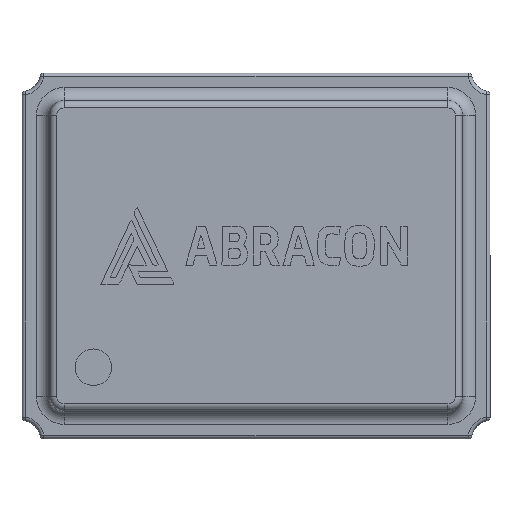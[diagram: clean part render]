
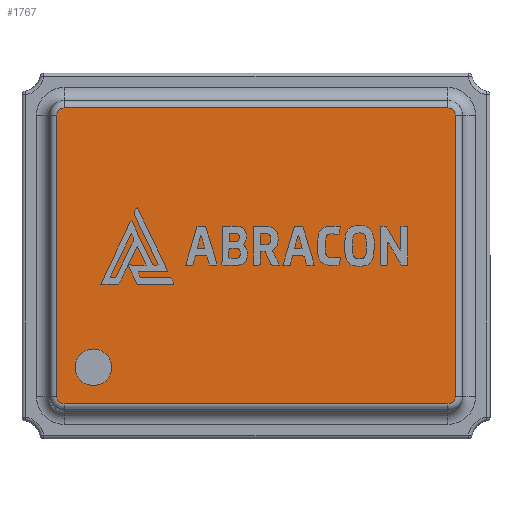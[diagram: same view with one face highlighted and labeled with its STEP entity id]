
A CAD part, top view. The second image highlights one B-rep face of the part: STEP entity #1767.
In plain terms, the highlighted planar face has unit normal (0, 0, 1).
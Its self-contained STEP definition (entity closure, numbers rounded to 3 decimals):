
#182 = CARTESIAN_POINT ( 'NONE',  ( -1.237, -0.762, 0.75 ) ) ;
#226 = CIRCLE ( 'NONE', #1173, 0.05 ) ;
#325 = CARTESIAN_POINT ( 'NONE',  ( -1.362, 0.962, 0.75 ) ) ;
#330 = ORIENTED_EDGE ( 'NONE', *, *, #5062, .T. ) ;
#358 = CARTESIAN_POINT ( 'NONE',  ( -1.362, -0.962, 0.75 ) ) ;
#445 = EDGE_CURVE ( 'NONE', #5581, #4315, #2007, .T. ) ;
#507 = EDGE_CURVE ( 'NONE', #8259, #1980, #2798, .T. ) ;
#715 = ORIENTED_EDGE ( 'NONE', *, *, #8037, .T. ) ;
#1083 = FACE_OUTER_BOUND ( 'NONE', #2228, .T. ) ;
#1147 = CARTESIAN_POINT ( 'NONE',  ( 1.312, -0.962, 0.75 ) ) ;
#1173 = AXIS2_PLACEMENT_3D ( 'NONE', #2686, #2264, #5139 ) ;
#1235 = CARTESIAN_POINT ( 'NONE',  ( 1.312, -0.962, 0.75 ) ) ;
#1712 = EDGE_LOOP ( 'NONE', ( #9050, #7834 ) ) ;
#1767 = ADVANCED_FACE ( 'NONE', ( #2740, #1083 ), #6395, .T. ) ;
#1799 = CIRCLE ( 'NONE', #2887, 0.05 ) ;
#1845 = VECTOR ( 'NONE', #5635, 1000. ) ;
#1916 = DIRECTION ( 'NONE',  ( 0., -1., 0. ) ) ;
#1940 = ORIENTED_EDGE ( 'NONE', *, *, #4142, .T. ) ;
#1980 = VERTEX_POINT ( 'NONE', #2431 ) ;
#2007 = CIRCLE ( 'NONE', #7996, 0.05 ) ;
#2135 = DIRECTION ( 'NONE',  ( 1., 0., 0. ) ) ;
#2228 = EDGE_LOOP ( 'NONE', ( #5924, #9459, #2917, #1940, #330, #3010, #5056, #715 ) ) ;
#2264 = DIRECTION ( 'NONE',  ( 0., 0., 1. ) ) ;
#2404 = DIRECTION ( 'NONE',  ( 0., 0., 1. ) ) ;
#2420 = CARTESIAN_POINT ( 'NONE',  ( 1.312, 1.012, 0.75 ) ) ;
#2431 = CARTESIAN_POINT ( 'NONE',  ( 1.362, -0.962, 0.75 ) ) ;
#2686 = CARTESIAN_POINT ( 'NONE',  ( 1.312, 0.962, 0.75 ) ) ;
#2740 = FACE_BOUND ( 'NONE', #1712, .T. ) ;
#2798 = CIRCLE ( 'NONE', #6559, 0.05 ) ;
#2804 = DIRECTION ( 'NONE',  ( -1., 0., 0. ) ) ;
#2887 = AXIS2_PLACEMENT_3D ( 'NONE', #3120, #5408, #6971 ) ;
#2917 = ORIENTED_EDGE ( 'NONE', *, *, #507, .T. ) ;
#2928 = VECTOR ( 'NONE', #3182, 1000. ) ;
#3010 = ORIENTED_EDGE ( 'NONE', *, *, #9381, .T. ) ;
#3022 = CARTESIAN_POINT ( 'NONE',  ( 1.312, -1.012, 0.75 ) ) ;
#3120 = CARTESIAN_POINT ( 'NONE',  ( -1.312, 0.962, 0.75 ) ) ;
#3134 = AXIS2_PLACEMENT_3D ( 'NONE', #1235, #7874, #3282 ) ;
#3182 = DIRECTION ( 'NONE',  ( 1., 0., 0. ) ) ;
#3234 = LINE ( 'NONE', #9388, #1845 ) ;
#3282 = DIRECTION ( 'NONE',  ( 1., 0., 0. ) ) ;
#3397 = DIRECTION ( 'NONE',  ( 0., 0., 1. ) ) ;
#3718 = LINE ( 'NONE', #8124, #4170 ) ;
#3777 = CARTESIAN_POINT ( 'NONE',  ( -1.312, -0.962, 0.75 ) ) ;
#3782 = CARTESIAN_POINT ( 'NONE',  ( -0.987, -0.762, 0.75 ) ) ;
#3984 = CARTESIAN_POINT ( 'NONE',  ( 1.312, -1.012, 0.75 ) ) ;
#4141 = LINE ( 'NONE', #358, #9452 ) ;
#4142 = EDGE_CURVE ( 'NONE', #1980, #4368, #3234, .T. ) ;
#4149 = DIRECTION ( 'NONE',  ( 1., 0., 0. ) ) ;
#4170 = VECTOR ( 'NONE', #2804, 1000. ) ;
#4315 = VERTEX_POINT ( 'NONE', #5465 ) ;
#4368 = VERTEX_POINT ( 'NONE', #8584 ) ;
#4519 = AXIS2_PLACEMENT_3D ( 'NONE', #7890, #7938, #4149 ) ;
#4844 = EDGE_CURVE ( 'NONE', #5001, #5394, #9672, .T. ) ;
#5001 = VERTEX_POINT ( 'NONE', #182 ) ;
#5056 = ORIENTED_EDGE ( 'NONE', *, *, #9517, .T. ) ;
#5062 = EDGE_CURVE ( 'NONE', #4368, #5195, #226, .T. ) ;
#5098 = AXIS2_PLACEMENT_3D ( 'NONE', #6079, #8113, #2135 ) ;
#5139 = DIRECTION ( 'NONE',  ( 1., 0., 0. ) ) ;
#5195 = VERTEX_POINT ( 'NONE', #2420 ) ;
#5394 = VERTEX_POINT ( 'NONE', #3782 ) ;
#5408 = DIRECTION ( 'NONE',  ( 0., 0., 1. ) ) ;
#5465 = CARTESIAN_POINT ( 'NONE',  ( -1.312, -1.012, 0.75 ) ) ;
#5581 = VERTEX_POINT ( 'NONE', #9519 ) ;
#5635 = DIRECTION ( 'NONE',  ( 0., 1., 0. ) ) ;
#5924 = ORIENTED_EDGE ( 'NONE', *, *, #445, .T. ) ;
#6058 = DIRECTION ( 'NONE',  ( 1., 0., 0. ) ) ;
#6079 = CARTESIAN_POINT ( 'NONE',  ( -1.112, -0.762, 0.75 ) ) ;
#6297 = EDGE_CURVE ( 'NONE', #5394, #5001, #7506, .T. ) ;
#6395 = PLANE ( 'NONE',  #3134 ) ;
#6559 = AXIS2_PLACEMENT_3D ( 'NONE', #1147, #3397, #7777 ) ;
#6848 = CARTESIAN_POINT ( 'NONE',  ( -1.312, 1.012, 0.75 ) ) ;
#6971 = DIRECTION ( 'NONE',  ( 1., 0., 0. ) ) ;
#7130 = EDGE_CURVE ( 'NONE', #4315, #8259, #9228, .T. ) ;
#7351 = VERTEX_POINT ( 'NONE', #6848 ) ;
#7506 = CIRCLE ( 'NONE', #4519, 0.125 ) ;
#7777 = DIRECTION ( 'NONE',  ( 1., 0., 0. ) ) ;
#7834 = ORIENTED_EDGE ( 'NONE', *, *, #4844, .F. ) ;
#7874 = DIRECTION ( 'NONE',  ( 0., 0., 1. ) ) ;
#7890 = CARTESIAN_POINT ( 'NONE',  ( -1.112, -0.762, 0.75 ) ) ;
#7938 = DIRECTION ( 'NONE',  ( 0., 0., 1. ) ) ;
#7996 = AXIS2_PLACEMENT_3D ( 'NONE', #3777, #2404, #6058 ) ;
#8037 = EDGE_CURVE ( 'NONE', #8758, #5581, #4141, .T. ) ;
#8113 = DIRECTION ( 'NONE',  ( 0., 0., 1. ) ) ;
#8124 = CARTESIAN_POINT ( 'NONE',  ( -1.312, 1.012, 0.75 ) ) ;
#8259 = VERTEX_POINT ( 'NONE', #3022 ) ;
#8584 = CARTESIAN_POINT ( 'NONE',  ( 1.362, 0.962, 0.75 ) ) ;
#8758 = VERTEX_POINT ( 'NONE', #325 ) ;
#9050 = ORIENTED_EDGE ( 'NONE', *, *, #6297, .F. ) ;
#9228 = LINE ( 'NONE', #3984, #2928 ) ;
#9381 = EDGE_CURVE ( 'NONE', #5195, #7351, #3718, .T. ) ;
#9388 = CARTESIAN_POINT ( 'NONE',  ( 1.362, 0.962, 0.75 ) ) ;
#9452 = VECTOR ( 'NONE', #1916, 1000. ) ;
#9459 = ORIENTED_EDGE ( 'NONE', *, *, #7130, .T. ) ;
#9517 = EDGE_CURVE ( 'NONE', #7351, #8758, #1799, .T. ) ;
#9519 = CARTESIAN_POINT ( 'NONE',  ( -1.362, -0.962, 0.75 ) ) ;
#9672 = CIRCLE ( 'NONE', #5098, 0.125 ) ;
